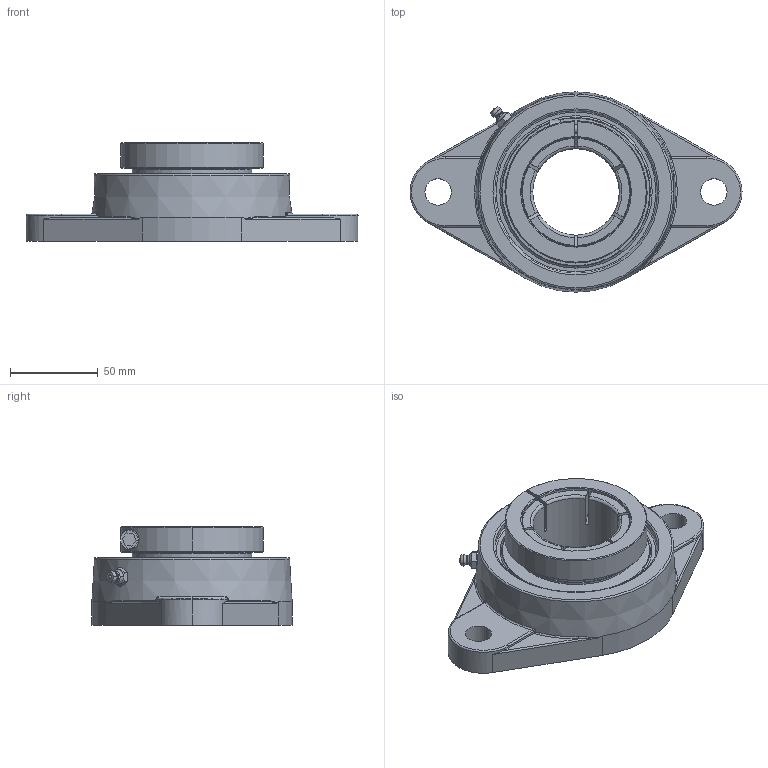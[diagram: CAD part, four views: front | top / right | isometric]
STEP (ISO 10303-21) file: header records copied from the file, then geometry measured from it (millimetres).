
FILE_DESCRIPTION(('HOOPS Exchange Step'),'2;1');
FILE_NAME('export-DDD8AECB-F810-44DC-8BF4-301548EECFCB.stp','2019-12-13T09:43:19-08:00',('ibuslach'),('Alibre'),'HOOPS Exchange 2019.2','Alibre','Unknown authorisation');
FILE_SCHEMA( ('AP242_MANAGED_MODEL_BASED_3D_ENGINEERING_MIM_LF {1 0 10303 442 1 1 4 }') );
Length unit declared in the file: centimetre
Products named in the file (8): MRN SFT 210; UCP ZERK 6mm; SUE 210 SHIELD; SUE 210 LOCK RING; SUE 210 BOLT; SUE 210-31 RACES; MRN SUE 210-31; MRN SUEFT 210-31
Assembly tree (8 placements, depth 3):
  MRN SUEFT 210-31
    MRN SFT 210
    UCP ZERK 6mm
    MRN SUE 210-31
      SUE 210 SHIELD  x2
      SUE 210 LOCK RING
      SUE 210 BOLT
      SUE 210-31 RACES
Bounding box: 189 x 114 x 56.1 mm (x, y, z)
Volume: 322011.9 mm3; surface area: 102379.8 mm2
Topology: 8 solids, 8 shells, 255 faces, 696 edges, 455 vertices
Faces by surface type: plane 83, cylinder 68, cone 41, torus 38, bspline 16, sphere 9
Full cylindrical faces by diameter (mm): 1.976 x2, 4.917 x2, 6 x2, 6.4 x1, 10 x1, 15 x2, 49.212 x1, 68 x4, 69.016 x2, 80 x2, 84 x2, 92.741 x1, 94.741 x1
Entity records: 18238 total; most frequent: CARTESIAN_POINT 11803, ORIENTED_EDGE 1340, DIRECTION 1325, EDGE_CURVE 670, AXIS2_PLACEMENT_3D 548, VERTEX_POINT 441, CIRCLE 292, EDGE_LOOP 275
